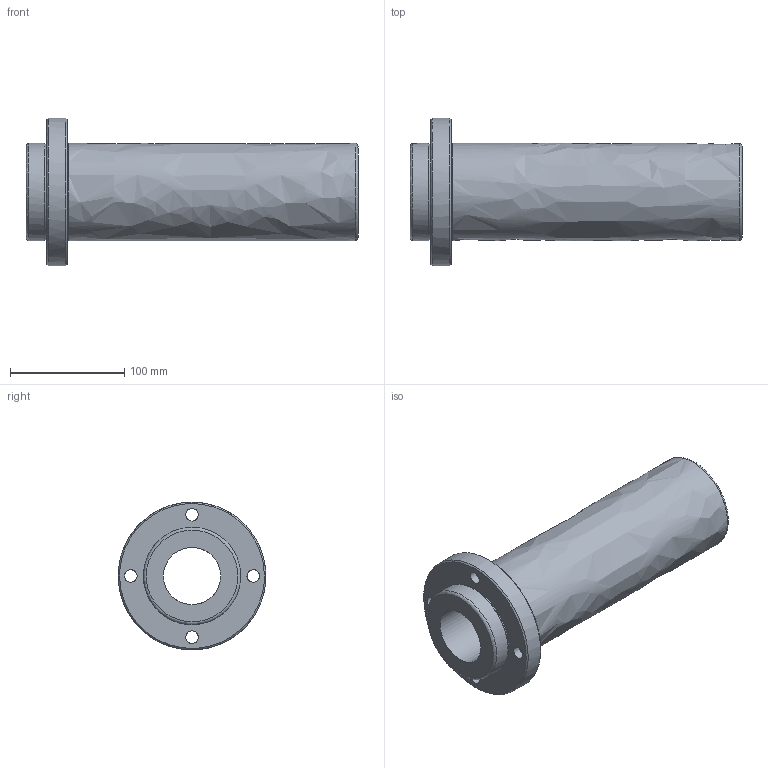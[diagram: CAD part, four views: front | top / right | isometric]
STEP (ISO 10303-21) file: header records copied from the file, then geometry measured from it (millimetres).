
FILE_DESCRIPTION ((), '1');
FILE_NAME ('FK62-350_clean.stp', '2018-12-14T10:16:41', ('Unknown'), ('Unknown'), 'HarmonyWare STEP v2.0.5', 'Vectorworks', '');
FILE_SCHEMA (('CONFIG_CONTROL_DESIGN'));
Length unit declared in the file: millimetre
Products named in the file (1): NONE
Bounding box: 290 x 128.96 x 129 mm (x, y, z)
Volume: 1201081 mm3; surface area: 150130.5 mm2
Topology: 1 solids, 1 shells, 45 faces, 150 edges, 120 vertices
Faces by surface type: bspline 45
Entity records: 3988 total; most frequent: CARTESIAN_POINT 3019, ORIENTED_EDGE 300, EDGE_CURVE 150, VERTEX_POINT 120, B_SPLINE_CURVE_WITH_KNOTS 105, EDGE_LOOP 68, FACE_OUTER_BOUND 45, ADVANCED_FACE 45
